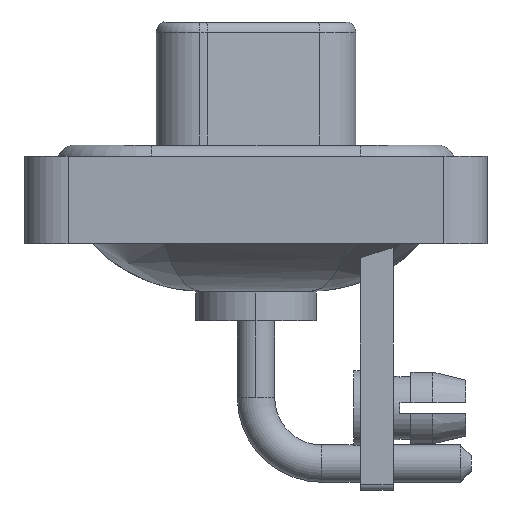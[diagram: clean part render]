
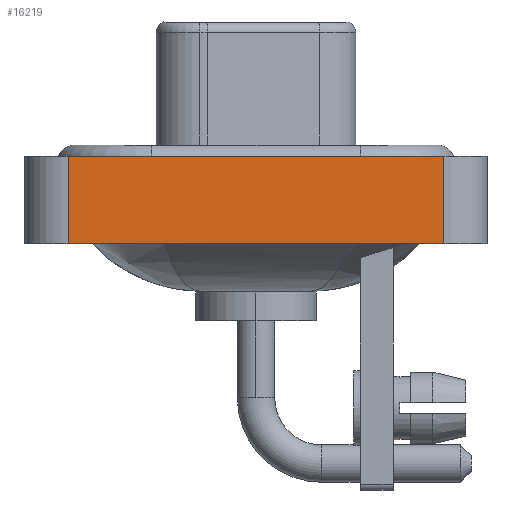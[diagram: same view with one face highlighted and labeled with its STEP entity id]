
A CAD part, left-side view. The second image highlights one B-rep face of the part: STEP entity #16219.
In plain terms, the highlighted planar face has unit normal (-1, 0, 0).
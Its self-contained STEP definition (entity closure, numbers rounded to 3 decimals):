
#1104 = VERTEX_POINT ( 'NONE', #6504 ) ;
#1335 = EDGE_CURVE ( 'NONE', #5317, #1104, #13112, .T. ) ;
#2059 = CARTESIAN_POINT ( 'NONE',  ( -7.3, 8.55, 0.4 ) ) ;
#2109 = ORIENTED_EDGE ( 'NONE', *, *, #11324, .F. ) ;
#2264 = CARTESIAN_POINT ( 'NONE',  ( -7.3, 8.55, -3.6 ) ) ;
#2444 = PLANE ( 'NONE',  #11087 ) ;
#2551 = VECTOR ( 'NONE', #16715, 1000. ) ;
#4819 = VERTEX_POINT ( 'NONE', #2059 ) ;
#4977 = CARTESIAN_POINT ( 'NONE',  ( -7.3, -8.55, 0.4 ) ) ;
#5317 = VERTEX_POINT ( 'NONE', #13881 ) ;
#5645 = CARTESIAN_POINT ( 'NONE',  ( -7.3, -8.55, -3.6 ) ) ;
#5777 = VECTOR ( 'NONE', #12422, 1000. ) ;
#6424 = DIRECTION ( 'NONE',  ( -1., 0., 0. ) ) ;
#6504 = CARTESIAN_POINT ( 'NONE',  ( -7.3, -8.55, 0.4 ) ) ;
#8486 = EDGE_CURVE ( 'NONE', #4819, #1104, #13588, .T. ) ;
#10888 = CARTESIAN_POINT ( 'NONE',  ( -7.3, -8.55, -3.6 ) ) ;
#10923 = VECTOR ( 'NONE', #12826, 1000. ) ;
#11034 = DIRECTION ( 'NONE',  ( 0., 0., 1. ) ) ;
#11087 = AXIS2_PLACEMENT_3D ( 'NONE', #13902, #6424, #11034 ) ;
#11180 = LINE ( 'NONE', #10888, #5777 ) ;
#11324 = EDGE_CURVE ( 'NONE', #13527, #4819, #17150, .T. ) ;
#11664 = EDGE_LOOP ( 'NONE', ( #18695, #15748, #2109, #17002 ) ) ;
#12422 = DIRECTION ( 'NONE',  ( 0., -1., 0. ) ) ;
#12826 = DIRECTION ( 'NONE',  ( 0., 0., 1. ) ) ;
#12920 = VECTOR ( 'NONE', #15441, 1000. ) ;
#13112 = LINE ( 'NONE', #5645, #10923 ) ;
#13527 = VERTEX_POINT ( 'NONE', #14839 ) ;
#13588 = LINE ( 'NONE', #4977, #2551 ) ;
#13804 = FACE_OUTER_BOUND ( 'NONE', #11664, .T. ) ;
#13881 = CARTESIAN_POINT ( 'NONE',  ( -7.3, -8.55, -3.6 ) ) ;
#13902 = CARTESIAN_POINT ( 'NONE',  ( -7.3, -8.55, -3.6 ) ) ;
#14839 = CARTESIAN_POINT ( 'NONE',  ( -7.3, 8.55, -3.6 ) ) ;
#15441 = DIRECTION ( 'NONE',  ( 0., 0., 1. ) ) ;
#15748 = ORIENTED_EDGE ( 'NONE', *, *, #8486, .F. ) ;
#16219 = ADVANCED_FACE ( 'NONE', ( #13804 ), #2444, .T. ) ;
#16715 = DIRECTION ( 'NONE',  ( 0., -1., 0. ) ) ;
#17002 = ORIENTED_EDGE ( 'NONE', *, *, #18254, .T. ) ;
#17150 = LINE ( 'NONE', #2264, #12920 ) ;
#18254 = EDGE_CURVE ( 'NONE', #13527, #5317, #11180, .T. ) ;
#18695 = ORIENTED_EDGE ( 'NONE', *, *, #1335, .T. ) ;
